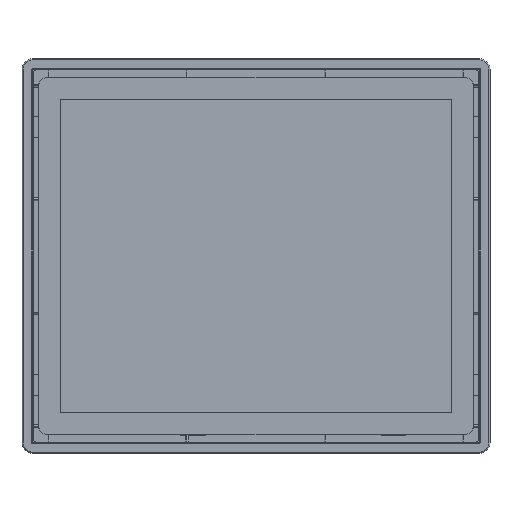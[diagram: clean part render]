
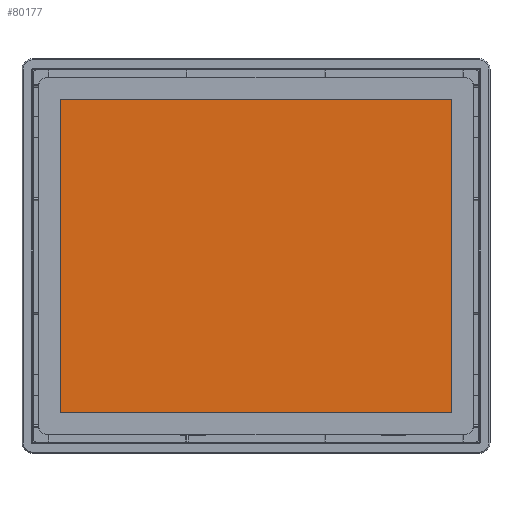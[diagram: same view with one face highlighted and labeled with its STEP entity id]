
A CAD part, top view. The second image highlights one B-rep face of the part: STEP entity #80177.
In plain terms, the highlighted planar face has unit normal (0, 0, 1).
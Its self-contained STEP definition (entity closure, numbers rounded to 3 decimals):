
#4116 = DIRECTION ( 'NONE',  ( 0., -1., 0. ) ) ;
#9255 = LINE ( 'NONE', #58262, #45510 ) ;
#11842 = VECTOR ( 'NONE', #44905, 1000. ) ;
#13678 = LINE ( 'NONE', #19500, #63893 ) ;
#16580 = PLANE ( 'NONE',  #79289 ) ;
#17186 = EDGE_CURVE ( 'NONE', #88365, #22617, #13678, .T. ) ;
#18770 = EDGE_CURVE ( 'NONE', #22617, #85735, #91436, .T. ) ;
#19500 = CARTESIAN_POINT ( 'NONE',  ( 188.66, -151.03, -0.2 ) ) ;
#22011 = VECTOR ( 'NONE', #4116, 1000. ) ;
#22617 = VERTEX_POINT ( 'NONE', #94453 ) ;
#26325 = CARTESIAN_POINT ( 'NONE',  ( -188.66, 151.03, -0.2 ) ) ;
#27240 = ORIENTED_EDGE ( 'NONE', *, *, #17186, .T. ) ;
#29898 = EDGE_CURVE ( 'NONE', #85735, #81262, #51113, .T. ) ;
#31540 = FACE_OUTER_BOUND ( 'NONE', #85837, .T. ) ;
#43783 = CARTESIAN_POINT ( 'NONE',  ( -188.66, 151.03, -0.2 ) ) ;
#44905 = DIRECTION ( 'NONE',  ( -1., 0., 0. ) ) ;
#45510 = VECTOR ( 'NONE', #88059, 1000. ) ;
#45656 = ORIENTED_EDGE ( 'NONE', *, *, #18770, .T. ) ;
#51113 = LINE ( 'NONE', #26325, #22011 ) ;
#52181 = CARTESIAN_POINT ( 'NONE',  ( 188.66, -151.03, -0.2 ) ) ;
#56061 = CARTESIAN_POINT ( 'NONE',  ( 0., 0., -0.2 ) ) ;
#58262 = CARTESIAN_POINT ( 'NONE',  ( -188.66, -151.03, -0.2 ) ) ;
#63600 = DIRECTION ( 'NONE',  ( 0., 1., 0. ) ) ;
#63893 = VECTOR ( 'NONE', #63600, 1000. ) ;
#65384 = EDGE_CURVE ( 'NONE', #81262, #88365, #9255, .T. ) ;
#70669 = ORIENTED_EDGE ( 'NONE', *, *, #65384, .T. ) ;
#72117 = ORIENTED_EDGE ( 'NONE', *, *, #29898, .T. ) ;
#79289 = AXIS2_PLACEMENT_3D ( 'NONE', #56061, #94400, #84245 ) ;
#80177 = ADVANCED_FACE ( 'NONE', ( #31540 ), #16580, .T. ) ;
#81262 = VERTEX_POINT ( 'NONE', #94007 ) ;
#84245 = DIRECTION ( 'NONE',  ( 1., 0., 0. ) ) ;
#85735 = VERTEX_POINT ( 'NONE', #43783 ) ;
#85837 = EDGE_LOOP ( 'NONE', ( #70669, #27240, #45656, #72117 ) ) ;
#88059 = DIRECTION ( 'NONE',  ( 1., 0., 0. ) ) ;
#88365 = VERTEX_POINT ( 'NONE', #52181 ) ;
#89091 = CARTESIAN_POINT ( 'NONE',  ( 188.66, 151.03, -0.2 ) ) ;
#91436 = LINE ( 'NONE', #89091, #11842 ) ;
#94007 = CARTESIAN_POINT ( 'NONE',  ( -188.66, -151.03, -0.2 ) ) ;
#94400 = DIRECTION ( 'NONE',  ( 0., 0., 1. ) ) ;
#94453 = CARTESIAN_POINT ( 'NONE',  ( 188.66, 151.03, -0.2 ) ) ;
